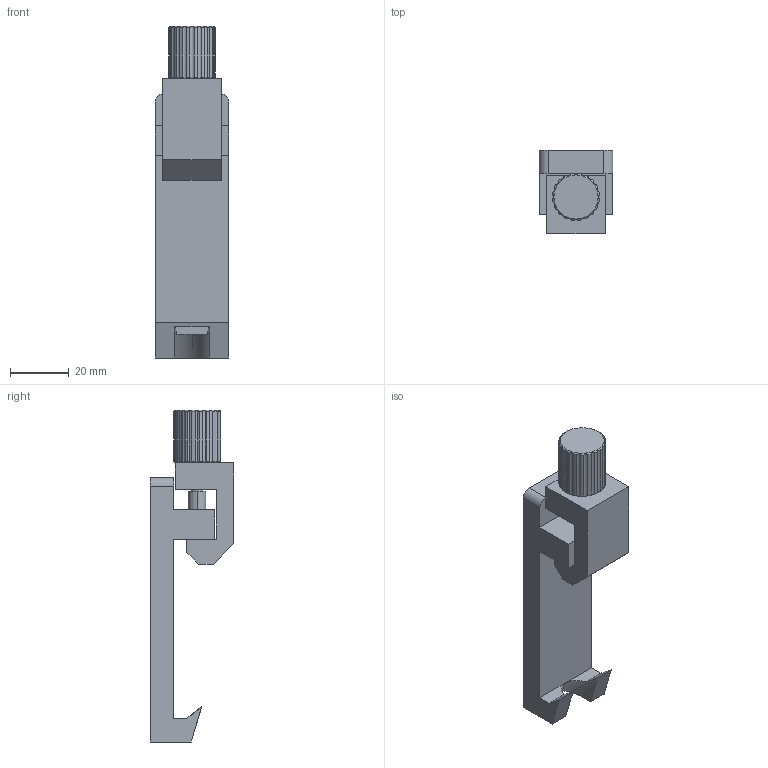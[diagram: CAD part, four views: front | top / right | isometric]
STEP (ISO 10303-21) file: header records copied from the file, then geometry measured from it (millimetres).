
FILE_DESCRIPTION (( 'STEP AP203' ), '1' );
FILE_NAME ('01OCN-1M.STEP', '2016-12-08T01:57:06', ( '' ), ( '' ), 'SwSTEP 2.0', 'SolidWorks 2016', '' );
FILE_SCHEMA (( 'CONFIG_CONTROL_DESIGN' ));
Length unit declared in the file: millimetre
Products named in the file (1): 01OCN-1M
Bounding box: 25 x 28.5 x 113 mm (x, y, z)
Volume: 33222.3 mm3; surface area: 14109 mm2
Topology: 5 solids, 5 shells, 139 faces, 366 edges, 234 vertices
Faces by surface type: cylinder 76, plane 45, cone 18
Entity records: 4681 total; most frequent: CARTESIAN_POINT 1248, ORIENTED_EDGE 716, DIRECTION 674, EDGE_CURVE 358, AXIS2_PLACEMENT_3D 244, VERTEX_POINT 234, VECTOR 186, LINE 186
